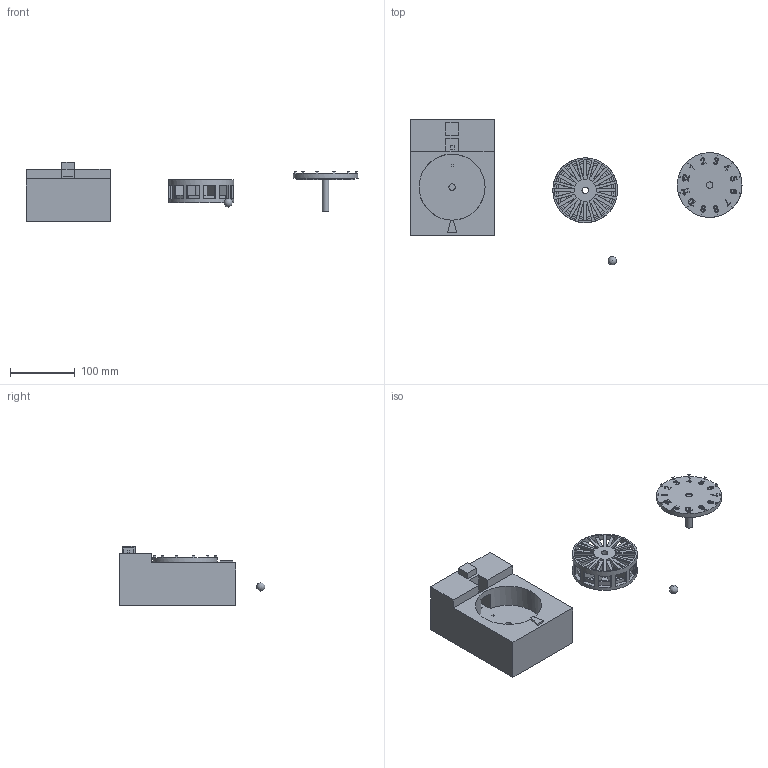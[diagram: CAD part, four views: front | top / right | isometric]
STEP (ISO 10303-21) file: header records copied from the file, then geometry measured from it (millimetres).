
FILE_DESCRIPTION(/* description */ (''),/* implementation_level */ '2;1');
FILE_NAME(/* name */ 'SpinnerFull.step',/* time_stamp */ '2026-02-06T10:58:29+03:00',/* author */ (''),/* organization */ (''),/* preprocessor_version */ 'ST-DEVELOPER v20.1',/* originating_system */ 'Autodesk Translation Framework v14.21.0.0',/* authorisation */ '');
FILE_SCHEMA (('AUTOMOTIVE_DESIGN { 1 0 10303 214 3 1 1 }'));
Length unit declared in the file: millimetre
Products named in the file (9): Spinner; CapStick(Print); Pusher-to-Seesaw(Print); Seesaw(Print); ButtonStem-to-Seesaw(Print); Ball; Button; Cap(Print); BottomBase
Assembly tree (8 placements, depth 2):
  Spinner
    CapStick(Print)
    Pusher-to-Seesaw(Print)
    Seesaw(Print)
    ButtonStem-to-Seesaw(Print)
    Ball
    Button
    Cap(Print)
    BottomBase
Bounding box: 512.67 x 225.15 x 91.5 mm (x, y, z)
Volume: 1214922.4 mm3; surface area: 245961.1 mm2
Topology: 13 solids, 13 shells, 867 faces, 2440 edges, 1616 vertices
Faces by surface type: plane 539, bspline 213, cylinder 114, sphere 1
Full cylindrical faces by diameter (mm): 2 x7, 3 x3, 10 x4, 95 x1, 100 x2, 102 x1
Entity records: 30341 total; most frequent: CARTESIAN_POINT 8559, ORIENTED_EDGE 4876, DIRECTION 3739, EDGE_CURVE 2438, LINE 1627, VECTOR 1627, VERTEX_POINT 1616, AXIS2_PLACEMENT_3D 1056
